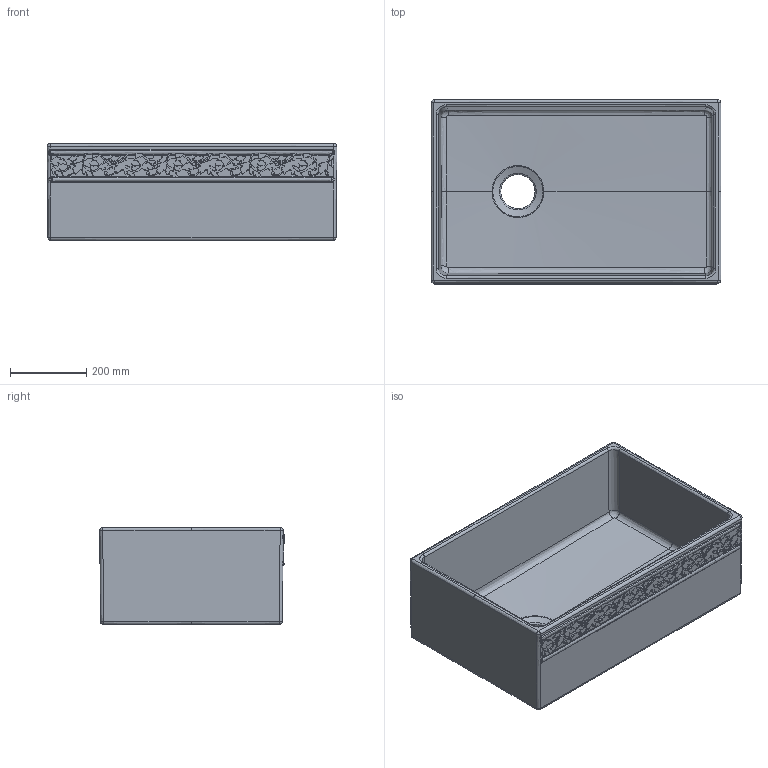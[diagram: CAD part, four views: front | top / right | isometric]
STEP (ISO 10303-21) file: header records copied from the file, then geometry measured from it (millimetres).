
FILE_DESCRIPTION(/* description */ (''),/* implementation_level */ '2;1');
FILE_NAME(/* name */ '1344 30X19X10 Tek goz AF flat rim cicek desen.stp',/* time_stamp */ '2016-10-19T08:53:50+03:00',/* author */ (''),/* organization */ (''),/* preprocessor_version */ 'ST-DEVELOPER v16',/* originating_system */ 'SIEMENS PLM Software NX 10.0',/* authorisation */ '');
FILE_SCHEMA (('AP203_CONFIGURATION_CONTROLLED_3D_DESIGN_OF_MECHANICAL_PARTS_AND_ASSEMBLIES_MIM_LF { 1 0 10303 403 2 1 2}'));
Products named in the file (1): Cosk54B82AA890fu
Bounding box: 761.88 x 485.43 x 254 mm (x, y, z)
Volume: 19393922.2 mm3; surface area: 1866847.4 mm2
Topology: 1 solids, 1 shells, 659 faces, 1708 edges, 1062 vertices
Faces by surface type: bspline 545, plane 68, cylinder 40, extrusion 5, cone 1
Full cylindrical faces by diameter (mm): 8 x4
Entity records: 110538 total; most frequent: CARTESIAN_POINT 98527, ORIENTED_EDGE 3394, EDGE_CURVE 1697, B_SPLINE_CURVE_WITH_KNOTS 1167, VERTEX_POINT 1060, DIRECTION 998, EDGE_LOOP 681, ADVANCED_FACE 659
